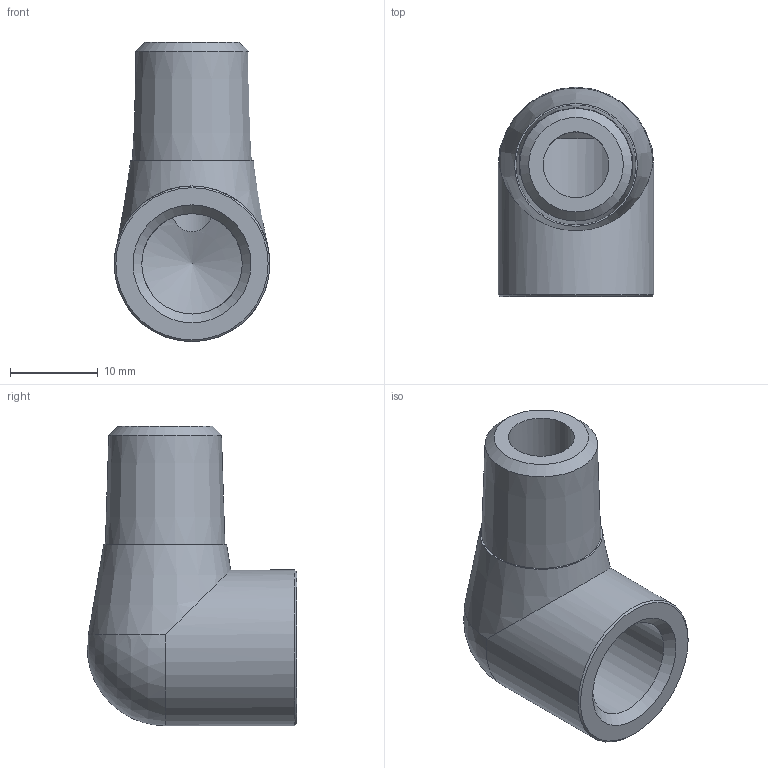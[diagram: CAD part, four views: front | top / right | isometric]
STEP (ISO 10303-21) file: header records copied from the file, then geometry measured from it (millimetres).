
FILE_DESCRIPTION(/* description */ (''),/* implementation_level */ '2;1');
FILE_NAME(/* name */ 'Winkel_90Grad_R1_4a_x_G1_4i_Messing_109849.stp',/* time_stamp */ '2015-04-14T13:56:55+02:00',/* author */ ('002180'),/* organization */ (''),/* preprocessor_version */ 'ST-DEVELOPER v15.6',/* originating_system */ 'Autodesk Inventor 2015',/* authorisation */ '');
FILE_SCHEMA (('AUTOMOTIVE_DESIGN { 1 0 10303 214 3 1 1 }'));
Length unit declared in the file: millimetre
Products named in the file (1): anwin16a
Bounding box: 17.75 x 23.88 x 34.12 mm (x, y, z)
Volume: 4968.3 mm3; surface area: 3327.5 mm2
Topology: 1 solids, 1 shells, 13 faces, 31 edges, 19 vertices
Faces by surface type: cone 6, plane 3, cylinder 3, sphere 1
Full cylindrical faces by diameter (mm): 7.5 x1, 11.445 x1, 17.75 x1
Entity records: 345 total; most frequent: CARTESIAN_POINT 89, DIRECTION 54, ORIENTED_EDGE 30, AXIS2_PLACEMENT_3D 27, EDGE_LOOP 24, EDGE_CURVE 15, FACE_OUTER_BOUND 13, VERTEX_POINT 13
